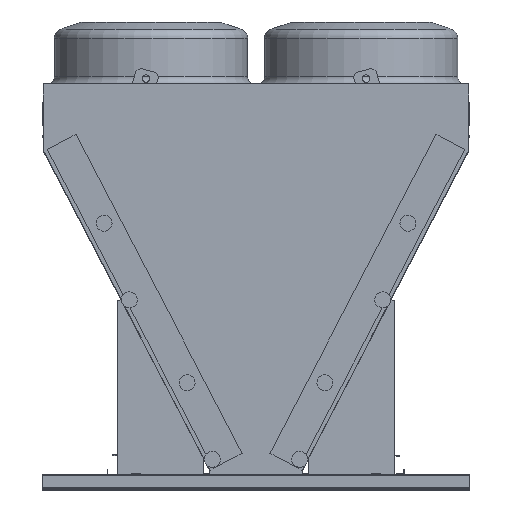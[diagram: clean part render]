
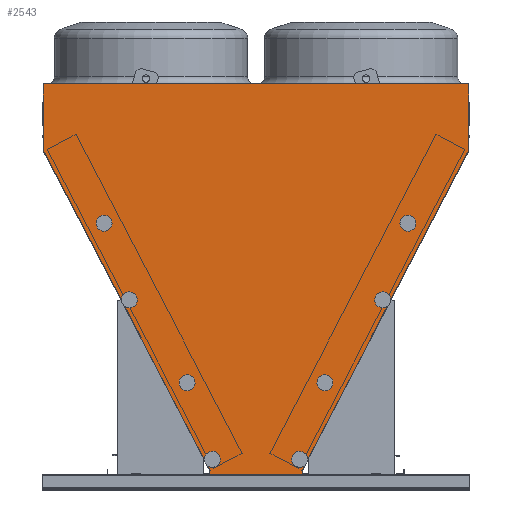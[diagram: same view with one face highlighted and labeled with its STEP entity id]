
A CAD part, top view. The second image highlights one B-rep face of the part: STEP entity #2543.
In plain terms, the highlighted planar face has unit normal (0, 0, 1).
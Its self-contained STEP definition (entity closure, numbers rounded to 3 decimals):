
#147 = CARTESIAN_POINT ( 'NONE',  ( -1127.739, 1711.053, 0. ) ) ;
#373 = DIRECTION ( 'NONE',  ( 0., 1., 0. ) ) ;
#397 = LINE ( 'NONE', #11567, #14311 ) ;
#499 = CARTESIAN_POINT ( 'NONE',  ( -1136.282, 1727.462, 0. ) ) ;
#755 = VERTEX_POINT ( 'NONE', #499 ) ;
#839 = VERTEX_POINT ( 'NONE', #9585 ) ;
#969 = DIRECTION ( 'NONE',  ( 0., -1., 0. ) ) ;
#1267 = CARTESIAN_POINT ( 'NONE',  ( -1136.282, 2083.62, 0. ) ) ;
#1485 = DIRECTION ( 'NONE',  ( -1., 0., 0. ) ) ;
#1574 = CARTESIAN_POINT ( 'NONE',  ( -279.893, 0., 0. ) ) ;
#1622 = VECTOR ( 'NONE', #4112, 1000. ) ;
#1691 = EDGE_CURVE ( 'NONE', #4412, #18520, #7284, .T. ) ;
#1749 = CARTESIAN_POINT ( 'NONE',  ( -279.893, 1.482, 0. ) ) ;
#1758 = EDGE_CURVE ( 'NONE', #11446, #15277, #10526, .T. ) ;
#1931 = EDGE_CURVE ( 'NONE', #18760, #11446, #7571, .T. ) ;
#1969 = ORIENTED_EDGE ( 'NONE', *, *, #9167, .T. ) ;
#2050 = DIRECTION ( 'NONE',  ( 0.462, -0.887, 0. ) ) ;
#2125 = DIRECTION ( 'NONE',  ( 0.462, -0.887, 0. ) ) ;
#2459 = DIRECTION ( 'NONE',  ( 0.887, -0.462, 0. ) ) ;
#2543 = ADVANCED_FACE ( 'NONE', ( #9880 ), #11495, .F. ) ;
#2555 = EDGE_CURVE ( 'NONE', #20922, #9285, #397, .T. ) ;
#2993 = CARTESIAN_POINT ( 'NONE',  ( 245.39, 20.232, 0. ) ) ;
#3280 = EDGE_CURVE ( 'NONE', #5404, #8400, #11929, .T. ) ;
#3345 = CARTESIAN_POINT ( 'NONE',  ( 246.893, 17.358, 0. ) ) ;
#3656 = DIRECTION ( 'NONE',  ( -1., 0., 0. ) ) ;
#3729 = CARTESIAN_POINT ( 'NONE',  ( 246.893, 17.358, 0. ) ) ;
#3794 = ORIENTED_EDGE ( 'NONE', *, *, #7297, .T. ) ;
#4017 = LINE ( 'NONE', #15412, #14085 ) ;
#4068 = DIRECTION ( 'NONE',  ( -1., 0., 0. ) ) ;
#4112 = DIRECTION ( 'NONE',  ( 0.887, 0.462, 0. ) ) ;
#4348 = VECTOR ( 'NONE', #10568, 1000. ) ;
#4412 = VERTEX_POINT ( 'NONE', #9913 ) ;
#4669 = VECTOR ( 'NONE', #2050, 1000. ) ;
#4755 = ORIENTED_EDGE ( 'NONE', *, *, #10338, .T. ) ;
#4955 = LINE ( 'NONE', #21913, #4348 ) ;
#5048 = LINE ( 'NONE', #5679, #15108 ) ;
#5256 = LINE ( 'NONE', #18109, #20388 ) ;
#5404 = VERTEX_POINT ( 'NONE', #18816 ) ;
#5432 = EDGE_CURVE ( 'NONE', #7172, #839, #8873, .T. ) ;
#5651 = DIRECTION ( 'NONE',  ( -0.463, 0.886, 0. ) ) ;
#5679 = CARTESIAN_POINT ( 'NONE',  ( 279.893, 0., 0. ) ) ;
#5705 = CARTESIAN_POINT ( 'NONE',  ( 279.893, 1.482, 0. ) ) ;
#5868 = LINE ( 'NONE', #147, #4669 ) ;
#5917 = VERTEX_POINT ( 'NONE', #1574 ) ;
#5989 = DIRECTION ( 'NONE',  ( 0., -1., 0. ) ) ;
#6215 = CARTESIAN_POINT ( 'NONE',  ( 1127.607, 1711.053, 0. ) ) ;
#6823 = DIRECTION ( 'NONE',  ( 0.462, 0.887, 0. ) ) ;
#6946 = ORIENTED_EDGE ( 'NONE', *, *, #19437, .T. ) ;
#7172 = VERTEX_POINT ( 'NONE', #3345 ) ;
#7284 = LINE ( 'NONE', #22366, #17336 ) ;
#7297 = EDGE_CURVE ( 'NONE', #5917, #4412, #5048, .T. ) ;
#7311 = CARTESIAN_POINT ( 'NONE',  ( 246.893, 1.482, 0. ) ) ;
#7571 = LINE ( 'NONE', #11603, #22058 ) ;
#7777 = CARTESIAN_POINT ( 'NONE',  ( 0., 0., 0. ) ) ;
#7778 = VERTEX_POINT ( 'NONE', #7311 ) ;
#7848 = ORIENTED_EDGE ( 'NONE', *, *, #2555, .T. ) ;
#8028 = CARTESIAN_POINT ( 'NONE',  ( -245.403, 20.223, 0. ) ) ;
#8052 = ORIENTED_EDGE ( 'NONE', *, *, #5432, .T. ) ;
#8179 = CARTESIAN_POINT ( 'NONE',  ( -1127.739, 1711.053, 0. ) ) ;
#8400 = VERTEX_POINT ( 'NONE', #9255 ) ;
#8439 = CARTESIAN_POINT ( 'NONE',  ( 1126.218, 1711.776, 0. ) ) ;
#8873 = LINE ( 'NONE', #3729, #13304 ) ;
#9081 = DIRECTION ( 'NONE',  ( -0.461, -0.887, 0. ) ) ;
#9167 = EDGE_CURVE ( 'NONE', #755, #15222, #5868, .T. ) ;
#9255 = CARTESIAN_POINT ( 'NONE',  ( 1136.15, 1727.462, 0. ) ) ;
#9285 = VERTEX_POINT ( 'NONE', #8028 ) ;
#9401 = VERTEX_POINT ( 'NONE', #8439 ) ;
#9475 = DIRECTION ( 'NONE',  ( 1., 0., 0. ) ) ;
#9491 = EDGE_CURVE ( 'NONE', #15277, #5917, #4955, .T. ) ;
#9585 = CARTESIAN_POINT ( 'NONE',  ( 245.39, 20.232, 0. ) ) ;
#9663 = DIRECTION ( 'NONE',  ( -1., 0., 0. ) ) ;
#9842 = EDGE_LOOP ( 'NONE', ( #10499, #1969, #22959, #7848, #18400, #14795, #18635, #18590, #3794, #10457, #20162, #14139, #8052, #6946, #18576, #9932, #23805, #4755 ) ) ;
#9880 = FACE_OUTER_BOUND ( 'NONE', #9842, .T. ) ;
#9897 = CARTESIAN_POINT ( 'NONE',  ( 246.893, 17.358, 0. ) ) ;
#9913 = CARTESIAN_POINT ( 'NONE',  ( 279.893, 0., 0. ) ) ;
#9932 = ORIENTED_EDGE ( 'NONE', *, *, #3280, .T. ) ;
#10338 = EDGE_CURVE ( 'NONE', #21161, #20921, #4017, .T. ) ;
#10380 = CARTESIAN_POINT ( 'NONE',  ( 1127.607, 1711.053, 0. ) ) ;
#10457 = ORIENTED_EDGE ( 'NONE', *, *, #1691, .T. ) ;
#10461 = DIRECTION ( 'NONE',  ( 0.462, 0.887, 0. ) ) ;
#10494 = DIRECTION ( 'NONE',  ( 0., 1., 0. ) ) ;
#10499 = ORIENTED_EDGE ( 'NONE', *, *, #11274, .T. ) ;
#10526 = LINE ( 'NONE', #1749, #20017 ) ;
#10568 = DIRECTION ( 'NONE',  ( 0., -1., 0. ) ) ;
#10797 = LINE ( 'NONE', #12315, #20300 ) ;
#11274 = EDGE_CURVE ( 'NONE', #20921, #755, #10797, .T. ) ;
#11446 = VERTEX_POINT ( 'NONE', #12806 ) ;
#11495 = PLANE ( 'NONE',  #18061 ) ;
#11567 = CARTESIAN_POINT ( 'NONE',  ( -245.403, 20.223, 0. ) ) ;
#11603 = CARTESIAN_POINT ( 'NONE',  ( -246.893, 17.358, 0. ) ) ;
#11733 = CARTESIAN_POINT ( 'NONE',  ( -1127.739, 1711.053, 0. ) ) ;
#11929 = LINE ( 'NONE', #10380, #21417 ) ;
#12136 = CARTESIAN_POINT ( 'NONE',  ( -246.893, 17.358, 0. ) ) ;
#12315 = CARTESIAN_POINT ( 'NONE',  ( -1136.282, 1727.462, 0. ) ) ;
#12806 = CARTESIAN_POINT ( 'NONE',  ( -246.893, 1.482, 0. ) ) ;
#13304 = VECTOR ( 'NONE', #5651, 1000. ) ;
#13915 = LINE ( 'NONE', #22318, #18379 ) ;
#14085 = VECTOR ( 'NONE', #4068, 1000. ) ;
#14139 = ORIENTED_EDGE ( 'NONE', *, *, #22288, .T. ) ;
#14311 = VECTOR ( 'NONE', #2125, 1000. ) ;
#14412 = VECTOR ( 'NONE', #373, 1000. ) ;
#14506 = CARTESIAN_POINT ( 'NONE',  ( -1126.246, 1711.83, 0. ) ) ;
#14795 = ORIENTED_EDGE ( 'NONE', *, *, #1931, .T. ) ;
#14896 = EDGE_CURVE ( 'NONE', #18520, #7778, #21514, .T. ) ;
#15108 = VECTOR ( 'NONE', #9475, 1000. ) ;
#15222 = VERTEX_POINT ( 'NONE', #8179 ) ;
#15277 = VERTEX_POINT ( 'NONE', #23464 ) ;
#15412 = CARTESIAN_POINT ( 'NONE',  ( -1136.282, 2083.62, 0. ) ) ;
#15879 = VECTOR ( 'NONE', #1485, 1000. ) ;
#16607 = VECTOR ( 'NONE', #2459, 1000. ) ;
#17336 = VECTOR ( 'NONE', #24248, 1000. ) ;
#18061 = AXIS2_PLACEMENT_3D ( 'NONE', #7777, #21021, #9663 ) ;
#18109 = CARTESIAN_POINT ( 'NONE',  ( 1136.15, 2083.62, 0. ) ) ;
#18379 = VECTOR ( 'NONE', #9081, 1000. ) ;
#18400 = ORIENTED_EDGE ( 'NONE', *, *, #20386, .T. ) ;
#18520 = VERTEX_POINT ( 'NONE', #5705 ) ;
#18576 = ORIENTED_EDGE ( 'NONE', *, *, #20172, .T. ) ;
#18590 = ORIENTED_EDGE ( 'NONE', *, *, #9491, .T. ) ;
#18635 = ORIENTED_EDGE ( 'NONE', *, *, #1758, .T. ) ;
#18760 = VERTEX_POINT ( 'NONE', #12136 ) ;
#18816 = CARTESIAN_POINT ( 'NONE',  ( 1127.607, 1711.053, 0. ) ) ;
#19437 = EDGE_CURVE ( 'NONE', #839, #9401, #20723, .T. ) ;
#20017 = VECTOR ( 'NONE', #3656, 1000. ) ;
#20079 = LINE ( 'NONE', #9897, #14412 ) ;
#20133 = VECTOR ( 'NONE', #6823, 1000. ) ;
#20162 = ORIENTED_EDGE ( 'NONE', *, *, #14896, .T. ) ;
#20172 = EDGE_CURVE ( 'NONE', #9401, #5404, #20479, .T. ) ;
#20300 = VECTOR ( 'NONE', #969, 1000. ) ;
#20386 = EDGE_CURVE ( 'NONE', #9285, #18760, #13915, .T. ) ;
#20388 = VECTOR ( 'NONE', #10494, 1000. ) ;
#20479 = LINE ( 'NONE', #6215, #16607 ) ;
#20723 = LINE ( 'NONE', #2993, #20133 ) ;
#20921 = VERTEX_POINT ( 'NONE', #1267 ) ;
#20922 = VERTEX_POINT ( 'NONE', #14506 ) ;
#21021 = DIRECTION ( 'NONE',  ( 0., 0., -1. ) ) ;
#21161 = VERTEX_POINT ( 'NONE', #22703 ) ;
#21417 = VECTOR ( 'NONE', #10461, 1000. ) ;
#21514 = LINE ( 'NONE', #24139, #15879 ) ;
#21770 = LINE ( 'NONE', #11733, #1622 ) ;
#21913 = CARTESIAN_POINT ( 'NONE',  ( -279.893, 0., 0. ) ) ;
#21989 = EDGE_CURVE ( 'NONE', #8400, #21161, #5256, .T. ) ;
#22058 = VECTOR ( 'NONE', #5989, 1000. ) ;
#22288 = EDGE_CURVE ( 'NONE', #7778, #7172, #20079, .T. ) ;
#22318 = CARTESIAN_POINT ( 'NONE',  ( -246.893, 17.358, 0. ) ) ;
#22366 = CARTESIAN_POINT ( 'NONE',  ( 279.893, 0., 0. ) ) ;
#22703 = CARTESIAN_POINT ( 'NONE',  ( 1136.15, 2083.62, 0. ) ) ;
#22959 = ORIENTED_EDGE ( 'NONE', *, *, #23621, .T. ) ;
#23464 = CARTESIAN_POINT ( 'NONE',  ( -279.893, 1.482, 0. ) ) ;
#23621 = EDGE_CURVE ( 'NONE', #15222, #20922, #21770, .T. ) ;
#23805 = ORIENTED_EDGE ( 'NONE', *, *, #21989, .T. ) ;
#24139 = CARTESIAN_POINT ( 'NONE',  ( 279.893, 1.482, 0. ) ) ;
#24248 = DIRECTION ( 'NONE',  ( 0., 1., 0. ) ) ;
